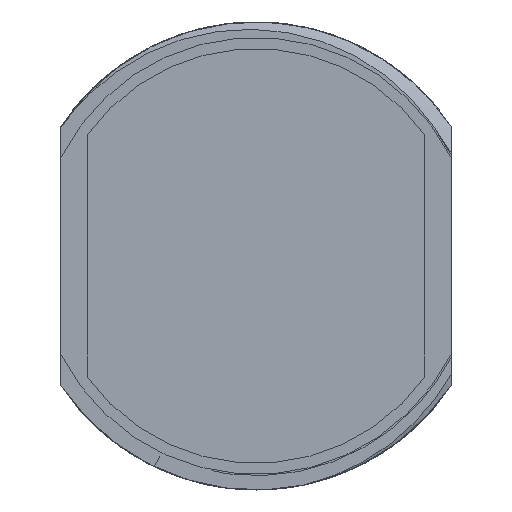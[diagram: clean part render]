
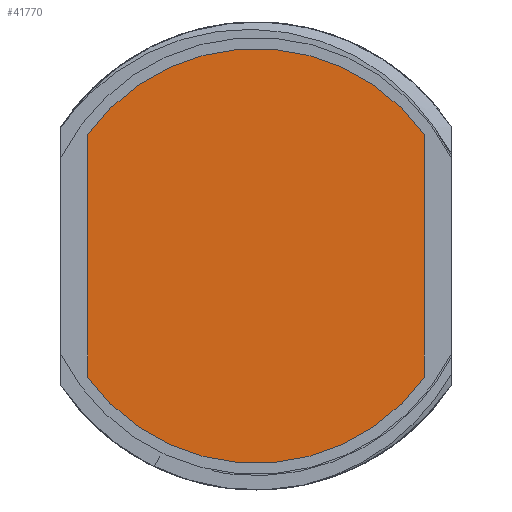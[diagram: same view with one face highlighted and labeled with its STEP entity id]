
A CAD part, left-side view. The second image highlights one B-rep face of the part: STEP entity #41770.
In plain terms, the highlighted planar face has unit normal (-1, 0, 0).
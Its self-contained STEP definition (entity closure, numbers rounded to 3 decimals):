
#16969=CARTESIAN_POINT('',(-23.91,0.,0.));
#16970=DIRECTION('',(1.,0.,0.));
#16971=DIRECTION('',(0.,0.812,0.584));
#16972=AXIS2_PLACEMENT_3D('',#16969,#16970,#16971);
#16974=DIRECTION('',(0.,0.,-1.));
#16975=VECTOR('',#16974,9.311);
#16976=CARTESIAN_POINT('',(-23.91,-6.475,4.656));
#16977=LINE('',#16976,#16975);
#16978=CARTESIAN_POINT('',(-23.91,0.,0.));
#16979=DIRECTION('',(1.,0.,0.));
#16980=DIRECTION('',(0.,-0.812,-0.584));
#16981=AXIS2_PLACEMENT_3D('',#16978,#16979,#16980);
#16983=DIRECTION('',(0.,0.,1.));
#16984=VECTOR('',#16983,9.311);
#16985=CARTESIAN_POINT('',(-23.91,6.475,-4.656));
#16986=LINE('',#16985,#16984);
#21505=CARTESIAN_POINT('',(-23.91,6.475,4.656));
#21506=CARTESIAN_POINT('',(-23.91,-6.475,4.656));
#21507=VERTEX_POINT('',#21505);
#21508=VERTEX_POINT('',#21506);
#21509=CARTESIAN_POINT('',(-23.91,-6.475,-4.656));
#21510=VERTEX_POINT('',#21509);
#21511=CARTESIAN_POINT('',(-23.91,6.475,-4.656));
#21512=VERTEX_POINT('',#21511);
#41759=CARTESIAN_POINT('',(-23.91,0.,0.));
#41760=DIRECTION('',(1.,0.,0.));
#41761=DIRECTION('',(0.,0.,-1.));
#41762=AXIS2_PLACEMENT_3D('',#41759,#41760,#41761);
#41763=PLANE('',#41762);
#41764=ORIENTED_EDGE('',*,*,#41711,.T.);
#41765=ORIENTED_EDGE('',*,*,#41726,.T.);
#41766=ORIENTED_EDGE('',*,*,#41740,.T.);
#41767=ORIENTED_EDGE('',*,*,#41753,.T.);
#41768=EDGE_LOOP('',(#41764,#41765,#41766,#41767));
#41769=FACE_OUTER_BOUND('',#41768,.F.);
#41770=ADVANCED_FACE('',(#41769),#41763,.F.);
#16973=CIRCLE('',#16972,7.975);
#16982=CIRCLE('',#16981,7.975);
#41711=EDGE_CURVE('',#21507,#21508,#16973,.T.);
#41726=EDGE_CURVE('',#21508,#21510,#16977,.T.);
#41740=EDGE_CURVE('',#21510,#21512,#16982,.T.);
#41753=EDGE_CURVE('',#21512,#21507,#16986,.T.);
